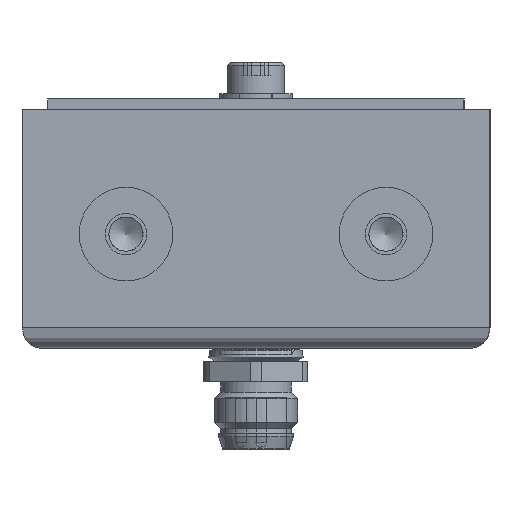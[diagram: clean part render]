
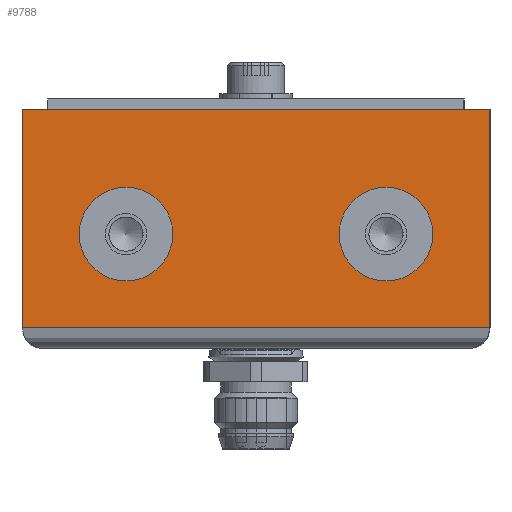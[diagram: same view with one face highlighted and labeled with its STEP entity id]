
A CAD part, left-side view. The second image highlights one B-rep face of the part: STEP entity #9788.
In plain terms, the highlighted face is planar.
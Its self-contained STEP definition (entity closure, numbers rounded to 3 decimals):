
#4415=CIRCLE('',#9221,4.5);
#4416=CIRCLE('',#9222,4.5);
#4662=ORIENTED_EDGE('',*,*,#6082,.T.);
#4663=ORIENTED_EDGE('',*,*,#6072,.F.);
#4664=ORIENTED_EDGE('',*,*,#6079,.F.);
#4665=ORIENTED_EDGE('',*,*,#6083,.F.);
#4666=ORIENTED_EDGE('',*,*,#6084,.F.);
#4667=ORIENTED_EDGE('',*,*,#6085,.F.);
#5449=VECTOR('',#7137,1.);
#5456=VECTOR('',#7146,1.);
#5459=VECTOR('',#7151,1.);
#5460=VECTOR('',#7152,1.);
#5609=LINE('',#8273,#5449);
#5616=LINE('',#8287,#5456);
#5619=LINE('',#8293,#5459);
#5620=LINE('',#8294,#5460);
#5769=VERTEX_POINT('',#8270);
#5770=VERTEX_POINT('',#8272);
#5776=VERTEX_POINT('',#8286);
#5778=VERTEX_POINT('',#8292);
#5779=VERTEX_POINT('',#8295);
#5780=VERTEX_POINT('',#8297);
#6072=EDGE_CURVE('',#5769,#5770,#5609,.T.);
#6079=EDGE_CURVE('',#5776,#5769,#5616,.T.);
#6082=EDGE_CURVE('',#5778,#5770,#5619,.T.);
#6083=EDGE_CURVE('',#5778,#5776,#5620,.T.);
#6084=EDGE_CURVE('',#5779,#5779,#4415,.T.);
#6085=EDGE_CURVE('',#5780,#5780,#4416,.T.);
#6473=EDGE_LOOP('',(#4662,#4663,#4664,#4665));
#6474=EDGE_LOOP('',(#4666));
#6475=EDGE_LOOP('',(#4667));
#6803=FACE_BOUND('',#6473,.T.);
#6804=FACE_BOUND('',#6474,.T.);
#6805=FACE_BOUND('',#6475,.T.);
#7137=DIRECTION('',(0.,45.,0.));
#7146=DIRECTION('',(0.,0.,21.));
#7149=DIRECTION('',(1.,0.,0.));
#7150=DIRECTION('',(0.,-1.,0.));
#7151=DIRECTION('',(0.,0.,21.));
#7152=DIRECTION('',(0.,-45.,0.));
#7153=DIRECTION('',(1.,0.,0.));
#7154=DIRECTION('',(0.,-4.5,0.));
#7155=DIRECTION('',(1.,0.,0.));
#7156=DIRECTION('',(0.,-4.5,0.));
#8270=CARTESIAN_POINT('',(1240.,0.,23.));
#8272=CARTESIAN_POINT('',(1240.,45.,23.));
#8273=CARTESIAN_POINT('',(1240.,0.,23.));
#8286=CARTESIAN_POINT('',(1240.,0.,2.));
#8287=CARTESIAN_POINT('',(1240.,0.,2.));
#8291=CARTESIAN_POINT('',(1240.,0.,0.));
#8292=CARTESIAN_POINT('',(1240.,45.,2.));
#8293=CARTESIAN_POINT('',(1240.,45.,2.));
#8294=CARTESIAN_POINT('',(1240.,45.,2.));
#8295=CARTESIAN_POINT('',(1240.,5.5,11.));
#8296=CARTESIAN_POINT('',(1240.,10.,11.));
#8297=CARTESIAN_POINT('',(1240.,30.5,11.));
#8298=CARTESIAN_POINT('',(1240.,35.,11.));
#9220=AXIS2_PLACEMENT_3D('',#8291,#7149,#7150);
#9221=AXIS2_PLACEMENT_3D('',#8296,#7153,#7154);
#9222=AXIS2_PLACEMENT_3D('',#8298,#7155,#7156);
#9707=PLANE('',#9220);
#9788=ADVANCED_FACE('',(#6803,#6804,#6805),#9707,.T.);
